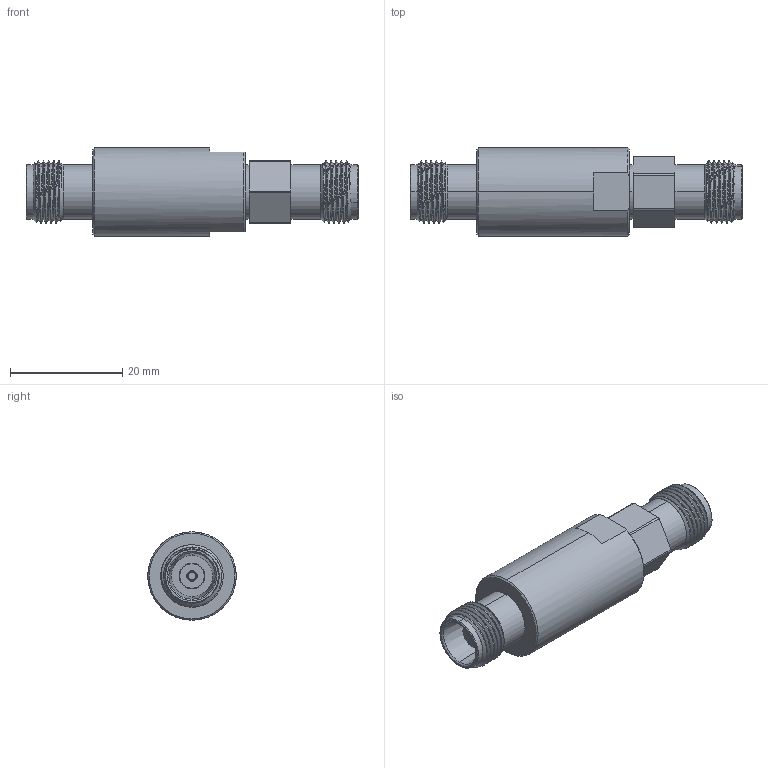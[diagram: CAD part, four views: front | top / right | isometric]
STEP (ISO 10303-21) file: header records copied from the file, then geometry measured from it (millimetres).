
FILE_DESCRIPTION (( 'STEP AP214' ), '1' );
FILE_NAME ('SM5712_3D.step', '2024-08-15T17:50:43', ( '' ), ( '' ), 'SwSTEP 2.0', 'SolidWorks 2022', '' );
FILE_SCHEMA (( 'AUTOMOTIVE_DESIGN' ));
Length unit declared in the file: inch
Products named in the file (1): SM5712_3D
Bounding box: 59.13 x 15.75 x 15.75 mm (x, y, z)
Volume: 7325.2 mm3; surface area: 3636.5 mm2
Topology: 1 solids, 1 shells, 184 faces, 460 edges, 292 vertices
Faces by surface type: plane 74, cylinder 66, cone 38, bspline 6
Entity records: 8974 total; most frequent: CARTESIAN_POINT 4731, ORIENTED_EDGE 920, DIRECTION 848, EDGE_CURVE 460, AXIS2_PLACEMENT_3D 329, VERTEX_POINT 292, EDGE_LOOP 198, LINE 190
